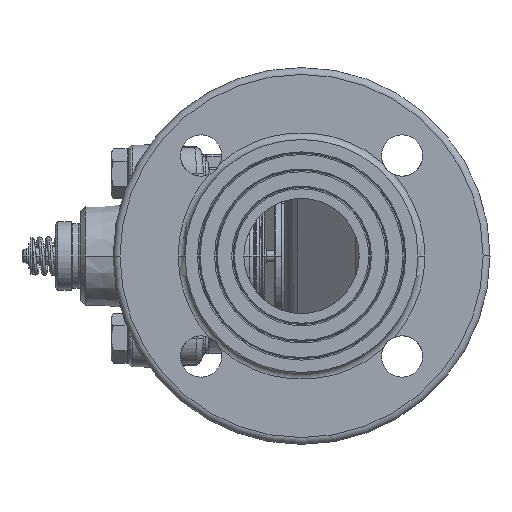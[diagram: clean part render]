
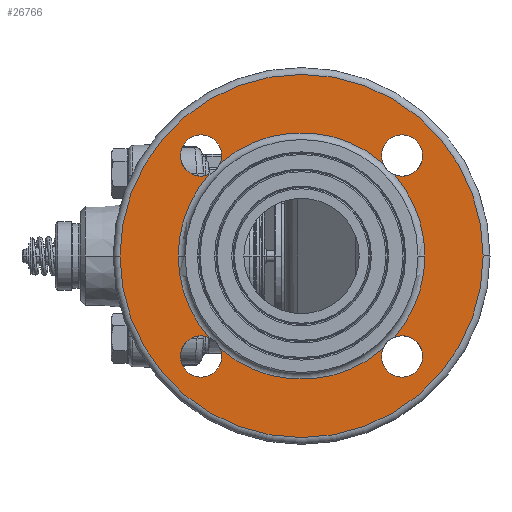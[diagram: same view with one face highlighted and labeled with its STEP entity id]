
A CAD part, left-side view. The second image highlights one B-rep face of the part: STEP entity #26766.
In plain terms, the highlighted planar face has unit normal (-1, 0, 0).
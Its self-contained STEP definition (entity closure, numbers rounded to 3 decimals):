
#1687=CARTESIAN_POINT('',(-112.,0.,0.));
#1688=DIRECTION('',(1.,0.,0.));
#1689=DIRECTION('',(0.,-1.,0.));
#1690=AXIS2_PLACEMENT_3D('',#1687,#1688,#1689);
#1702=CARTESIAN_POINT('',(-112.,0.,0.));
#1703=DIRECTION('',(1.,0.,0.));
#1704=DIRECTION('',(0.,1.,0.));
#1705=AXIS2_PLACEMENT_3D('',#1702,#1703,#1704);
#1712=CARTESIAN_POINT('',(-112.,-44.,44.));
#1713=DIRECTION('',(1.,0.,0.));
#1714=DIRECTION('',(0.,1.,0.));
#1715=AXIS2_PLACEMENT_3D('',#1712,#1713,#1714);
#1717=CARTESIAN_POINT('',(-112.,-44.,44.));
#1718=DIRECTION('',(1.,0.,0.));
#1719=DIRECTION('',(0.,0.926,-0.377));
#1720=AXIS2_PLACEMENT_3D('',#1717,#1718,#1719);
#1722=CARTESIAN_POINT('',(-112.,0.,0.));
#1723=DIRECTION('',(1.,0.,0.));
#1724=DIRECTION('',(0.,0.66,0.752));
#1725=AXIS2_PLACEMENT_3D('',#1722,#1723,#1724);
#1727=CARTESIAN_POINT('',(-112.,44.,44.));
#1728=DIRECTION('',(1.,0.,0.));
#1729=DIRECTION('',(0.,-1.,0.));
#1730=AXIS2_PLACEMENT_3D('',#1727,#1728,#1729);
#1732=CARTESIAN_POINT('',(-112.,44.,44.));
#1733=DIRECTION('',(1.,0.,0.));
#1734=DIRECTION('',(0.,1.,0.));
#1735=AXIS2_PLACEMENT_3D('',#1732,#1733,#1734);
#1737=CARTESIAN_POINT('',(-112.,44.,44.));
#1738=DIRECTION('',(1.,0.,0.));
#1739=DIRECTION('',(0.,-0.377,-0.926));
#1740=AXIS2_PLACEMENT_3D('',#1737,#1738,#1739);
#1742=CARTESIAN_POINT('',(-112.,0.,0.));
#1743=DIRECTION('',(1.,0.,0.));
#1744=DIRECTION('',(0.,1.,0.));
#1745=AXIS2_PLACEMENT_3D('',#1742,#1743,#1744);
#1747=CARTESIAN_POINT('',(-112.,0.,0.));
#1748=DIRECTION('',(-1.,0.,0.));
#1749=DIRECTION('',(0.,1.,0.));
#1750=AXIS2_PLACEMENT_3D('',#1747,#1748,#1749);
#1752=CARTESIAN_POINT('',(-112.,44.,-44.));
#1753=DIRECTION('',(1.,0.,0.));
#1754=DIRECTION('',(0.,1.,0.));
#1755=AXIS2_PLACEMENT_3D('',#1752,#1753,#1754);
#1757=CARTESIAN_POINT('',(-112.,44.,-44.));
#1758=DIRECTION('',(1.,0.,0.));
#1759=DIRECTION('',(0.,-1.,0.));
#1760=AXIS2_PLACEMENT_3D('',#1757,#1758,#1759);
#1762=CARTESIAN_POINT('',(-112.,44.,-44.));
#1763=DIRECTION('',(1.,0.,0.));
#1764=DIRECTION('',(0.,-0.926,0.377));
#1765=AXIS2_PLACEMENT_3D('',#1762,#1763,#1764);
#1767=CARTESIAN_POINT('',(-112.,0.,0.));
#1768=DIRECTION('',(-1.,0.,0.));
#1769=DIRECTION('',(0.,0.66,-0.752));
#1770=AXIS2_PLACEMENT_3D('',#1767,#1768,#1769);
#1772=CARTESIAN_POINT('',(-112.,-44.,-44.));
#1773=DIRECTION('',(1.,0.,0.));
#1774=DIRECTION('',(0.,1.,0.));
#1775=AXIS2_PLACEMENT_3D('',#1772,#1773,#1774);
#1777=CARTESIAN_POINT('',(-112.,-44.,-44.));
#1778=DIRECTION('',(1.,0.,0.));
#1779=DIRECTION('',(0.,-1.,0.));
#1780=AXIS2_PLACEMENT_3D('',#1777,#1778,#1779);
#1782=CARTESIAN_POINT('',(-112.,-44.,-44.));
#1783=DIRECTION('',(1.,0.,0.));
#1784=DIRECTION('',(0.,0.377,0.926));
#1785=AXIS2_PLACEMENT_3D('',#1782,#1783,#1784);
#1787=CARTESIAN_POINT('',(-112.,0.,0.));
#1788=DIRECTION('',(-1.,0.,0.));
#1789=DIRECTION('',(0.,-0.752,-0.66));
#1790=AXIS2_PLACEMENT_3D('',#1787,#1788,#1789);
#1792=CARTESIAN_POINT('',(-112.,0.,0.));
#1793=DIRECTION('',(1.,0.,0.));
#1794=DIRECTION('',(0.,-0.752,0.66));
#1795=AXIS2_PLACEMENT_3D('',#1792,#1793,#1794);
#1797=CARTESIAN_POINT('',(-112.,-44.,44.));
#1798=DIRECTION('',(1.,0.,0.));
#1799=DIRECTION('',(0.,-1.,0.));
#1800=AXIS2_PLACEMENT_3D('',#1797,#1798,#1799);
#1810=CARTESIAN_POINT('',(-112.,-40.588,35.618));
#1833=CARTESIAN_POINT('',(-112.,-35.618,40.588));
#1835=CARTESIAN_POINT('',(-112.,35.618,40.588));
#1858=CARTESIAN_POINT('',(-112.,40.588,35.618));
#23552=CARTESIAN_POINT('',(-112.,-79.5,0.));
#23553=CARTESIAN_POINT('',(-112.,79.5,0.));
#23554=VERTEX_POINT('',#23552);
#23555=VERTEX_POINT('',#23553);
#24201=CARTESIAN_POINT('',(-112.,54.,0.));
#24202=VERTEX_POINT('',#24201);
#24203=CARTESIAN_POINT('',(-112.,-54.,0.));
#24204=VERTEX_POINT('',#24203);
#24341=CARTESIAN_POINT('',(-112.,53.05,-44.));
#24342=CARTESIAN_POINT('',(-112.,40.588,-35.618));
#24343=VERTEX_POINT('',#24341);
#24344=VERTEX_POINT('',#24342);
#24345=CARTESIAN_POINT('',(-112.,35.618,-40.588));
#24346=CARTESIAN_POINT('',(-112.,34.95,-44.));
#24347=VERTEX_POINT('',#24345);
#24348=VERTEX_POINT('',#24346);
#24353=VERTEX_POINT('',#1835);
#24354=VERTEX_POINT('',#1858);
#24355=CARTESIAN_POINT('',(-112.,53.05,44.));
#24356=CARTESIAN_POINT('',(-112.,34.95,44.));
#24357=VERTEX_POINT('',#24355);
#24358=VERTEX_POINT('',#24356);
#24363=CARTESIAN_POINT('',(-112.,-34.95,-44.));
#24364=CARTESIAN_POINT('',(-112.,-35.618,-40.588));
#24365=VERTEX_POINT('',#24363);
#24366=VERTEX_POINT('',#24364);
#24367=CARTESIAN_POINT('',(-112.,-40.588,-35.618));
#24368=CARTESIAN_POINT('',(-112.,-53.05,-44.));
#24369=VERTEX_POINT('',#24367);
#24370=VERTEX_POINT('',#24368);
#24375=VERTEX_POINT('',#1810);
#24376=VERTEX_POINT('',#1833);
#24377=CARTESIAN_POINT('',(-112.,-34.95,44.));
#24378=CARTESIAN_POINT('',(-112.,-53.05,44.));
#24379=VERTEX_POINT('',#24377);
#24380=VERTEX_POINT('',#24378);
#26719=CARTESIAN_POINT('',(-112.,0.,0.));
#26720=DIRECTION('',(1.,0.,0.));
#26721=DIRECTION('',(0.,-1.,0.));
#26722=AXIS2_PLACEMENT_3D('',#26719,#26720,#26721);
#26723=PLANE('',#26722);
#26724=ORIENTED_EDGE('',*,*,#26699,.T.);
#26725=ORIENTED_EDGE('',*,*,#26713,.T.);
#26726=EDGE_LOOP('',(#26724,#26725));
#26727=FACE_OUTER_BOUND('',#26726,.F.);
#26729=ORIENTED_EDGE('',*,*,#26728,.F.);
#26731=ORIENTED_EDGE('',*,*,#26730,.F.);
#26733=ORIENTED_EDGE('',*,*,#26732,.F.);
#26735=ORIENTED_EDGE('',*,*,#26734,.F.);
#26737=ORIENTED_EDGE('',*,*,#26736,.F.);
#26739=ORIENTED_EDGE('',*,*,#26738,.F.);
#26741=ORIENTED_EDGE('',*,*,#26740,.F.);
#26743=ORIENTED_EDGE('',*,*,#26742,.T.);
#26745=ORIENTED_EDGE('',*,*,#26744,.F.);
#26747=ORIENTED_EDGE('',*,*,#26746,.F.);
#26749=ORIENTED_EDGE('',*,*,#26748,.F.);
#26751=ORIENTED_EDGE('',*,*,#26750,.T.);
#26753=ORIENTED_EDGE('',*,*,#26752,.F.);
#26755=ORIENTED_EDGE('',*,*,#26754,.F.);
#26757=ORIENTED_EDGE('',*,*,#26756,.F.);
#26759=ORIENTED_EDGE('',*,*,#26758,.T.);
#26761=ORIENTED_EDGE('',*,*,#26760,.F.);
#26763=ORIENTED_EDGE('',*,*,#26762,.F.);
#26764=EDGE_LOOP('',(#26729,#26731,#26733,#26735,#26737,#26739,#26741,#26743,
#26745,#26747,#26749,#26751,#26753,#26755,#26757,#26759,#26761,#26763));
#26765=FACE_BOUND('',#26764,.F.);
#1691=CIRCLE('',#1690,79.5);
#1706=CIRCLE('',#1705,79.5);
#1716=CIRCLE('',#1715,9.05);
#1721=CIRCLE('',#1720,9.05);
#1726=CIRCLE('',#1725,54.);
#1731=CIRCLE('',#1730,9.05);
#1736=CIRCLE('',#1735,9.05);
#1741=CIRCLE('',#1740,9.05);
#1746=CIRCLE('',#1745,54.);
#1751=CIRCLE('',#1750,54.);
#1756=CIRCLE('',#1755,9.05);
#1761=CIRCLE('',#1760,9.05);
#1766=CIRCLE('',#1765,9.05);
#1771=CIRCLE('',#1770,54.);
#1776=CIRCLE('',#1775,9.05);
#1781=CIRCLE('',#1780,9.05);
#1786=CIRCLE('',#1785,9.05);
#1791=CIRCLE('',#1790,54.);
#1796=CIRCLE('',#1795,54.);
#1801=CIRCLE('',#1800,9.05);
#26699=EDGE_CURVE('',#23554,#23555,#1691,.T.);
#26713=EDGE_CURVE('',#23555,#23554,#1706,.T.);
#26728=EDGE_CURVE('',#24379,#24380,#1716,.T.);
#26730=EDGE_CURVE('',#24376,#24379,#1721,.T.);
#26732=EDGE_CURVE('',#24353,#24376,#1726,.T.);
#26734=EDGE_CURVE('',#24358,#24353,#1731,.T.);
#26736=EDGE_CURVE('',#24357,#24358,#1736,.T.);
#26738=EDGE_CURVE('',#24354,#24357,#1741,.T.);
#26740=EDGE_CURVE('',#24202,#24354,#1746,.T.);
#26742=EDGE_CURVE('',#24202,#24344,#1751,.T.);
#26744=EDGE_CURVE('',#24343,#24344,#1756,.T.);
#26746=EDGE_CURVE('',#24348,#24343,#1761,.T.);
#26748=EDGE_CURVE('',#24347,#24348,#1766,.T.);
#26750=EDGE_CURVE('',#24347,#24366,#1771,.T.);
#26752=EDGE_CURVE('',#24365,#24366,#1776,.T.);
#26754=EDGE_CURVE('',#24370,#24365,#1781,.T.);
#26756=EDGE_CURVE('',#24369,#24370,#1786,.T.);
#26758=EDGE_CURVE('',#24369,#24204,#1791,.T.);
#26760=EDGE_CURVE('',#24375,#24204,#1796,.T.);
#26762=EDGE_CURVE('',#24380,#24375,#1801,.T.);
#26766=ADVANCED_FACE('',(#26727,#26765),#26723,.F.);
